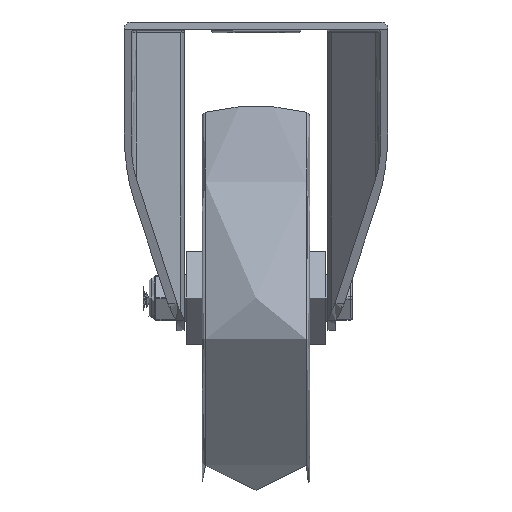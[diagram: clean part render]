
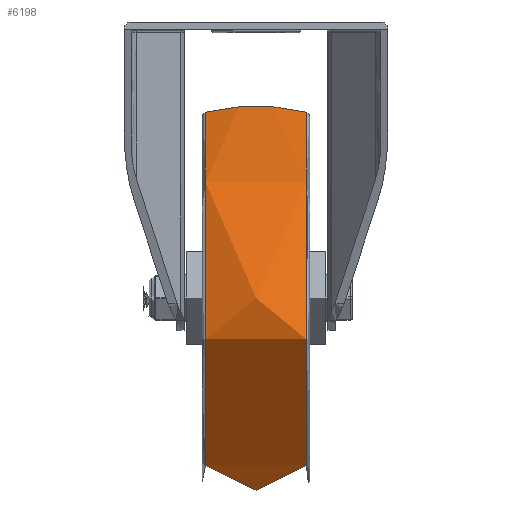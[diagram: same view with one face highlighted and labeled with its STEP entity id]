
A CAD part, left-side view. The second image highlights one B-rep face of the part: STEP entity #6198.
In plain terms, the highlighted free-form (B-spline) face has degree [2, 2] with [3, 9] control points.
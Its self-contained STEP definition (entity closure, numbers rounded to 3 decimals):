
#37=(
BOUNDED_SURFACE()
B_SPLINE_SURFACE(2,2,((#10030,#10031,#10032,#10033,#10034,#10035,#10036,
#10037,#10038),(#10039,#10040,#10041,#10042,#10043,#10044,#10045,#10046,
#10047),(#10048,#10049,#10050,#10051,#10052,#10053,#10054,#10055,#10056)),
 .UNSPECIFIED.,.F.,.T.,.F.)
B_SPLINE_SURFACE_WITH_KNOTS((3,3),(3,2,2,2,3),(-0.247,0.247),
(-3.142,-1.571,0.,1.571,3.142),
 .UNSPECIFIED.)
GEOMETRIC_REPRESENTATION_ITEM()
RATIONAL_B_SPLINE_SURFACE(((1.,0.707,1.,0.707,1.,
0.707,1.,0.707,1.),(0.97,0.686,
0.97,0.686,0.97,0.686,
0.97,0.686,0.97),(1.,0.707,
1.,0.707,1.,0.707,1.,0.707,1.)))
REPRESENTATION_ITEM('')
SURFACE()
);
#747=FACE_OUTER_BOUND('',#1146,.T.);
#1146=EDGE_LOOP('',(#4850,#4851,#4852,#4853));
#2402=CIRCLE('',#6810,77.396);
#2403=CIRCLE('',#6811,85.875);
#2404=CIRCLE('',#6812,77.396);
#2793=VERTEX_POINT('',#10027);
#2794=VERTEX_POINT('',#10057);
#3524=EDGE_CURVE('',#2793,#2793,#2402,.T.);
#3525=EDGE_CURVE('',#2793,#2794,#2403,.T.);
#3526=EDGE_CURVE('',#2794,#2794,#2404,.T.);
#4850=ORIENTED_EDGE('',*,*,#3524,.F.);
#4851=ORIENTED_EDGE('',*,*,#3525,.T.);
#4852=ORIENTED_EDGE('',*,*,#3526,.T.);
#4853=ORIENTED_EDGE('',*,*,#3525,.F.);
#6198=ADVANCED_FACE('',(#747),#37,.F.);
#6810=AXIS2_PLACEMENT_3D('',#10029,#7977,#7978);
#6811=AXIS2_PLACEMENT_3D('',#10058,#7979,#7980);
#6812=AXIS2_PLACEMENT_3D('',#10059,#7981,#7982);
#7977=DIRECTION('center_axis',(0.,1.,0.));
#7978=DIRECTION('ref_axis',(-1.,0.,0.));
#7979=DIRECTION('center_axis',(1.,0.,0.));
#7980=DIRECTION('ref_axis',(0.,0.,1.));
#7981=DIRECTION('center_axis',(0.,1.,0.));
#7982=DIRECTION('ref_axis',(-1.,0.,0.));
#10027=CARTESIAN_POINT('',(0.,20.989,77.396));
#10029=CARTESIAN_POINT('Origin',(0.,20.989,0.));
#10030=CARTESIAN_POINT('Ctrl Pts',(0.,-20.989,
77.396));
#10031=CARTESIAN_POINT('Ctrl Pts',(77.396,-20.989,77.396));
#10032=CARTESIAN_POINT('Ctrl Pts',(77.396,-20.989,0.));
#10033=CARTESIAN_POINT('Ctrl Pts',(77.396,-20.989,-77.396));
#10034=CARTESIAN_POINT('Ctrl Pts',(0.,-20.989,
-77.396));
#10035=CARTESIAN_POINT('Ctrl Pts',(-77.396,-20.989,
-77.396));
#10036=CARTESIAN_POINT('Ctrl Pts',(-77.396,-20.989,
0.));
#10037=CARTESIAN_POINT('Ctrl Pts',(-77.396,-20.989,
77.396));
#10038=CARTESIAN_POINT('Ctrl Pts',(0.,-20.989,
77.396));
#10039=CARTESIAN_POINT('Ctrl Pts',(0.,0.,
82.686));
#10040=CARTESIAN_POINT('Ctrl Pts',(82.686,0.,
82.686));
#10041=CARTESIAN_POINT('Ctrl Pts',(82.686,0.,
0.));
#10042=CARTESIAN_POINT('Ctrl Pts',(82.686,0.,
-82.686));
#10043=CARTESIAN_POINT('Ctrl Pts',(0.,0.,-82.686));
#10044=CARTESIAN_POINT('Ctrl Pts',(-82.686,0.,
-82.686));
#10045=CARTESIAN_POINT('Ctrl Pts',(-82.686,0.,
0.));
#10046=CARTESIAN_POINT('Ctrl Pts',(-82.686,0.,
82.686));
#10047=CARTESIAN_POINT('Ctrl Pts',(0.,0.,
82.686));
#10048=CARTESIAN_POINT('Ctrl Pts',(0.,20.989,
77.396));
#10049=CARTESIAN_POINT('Ctrl Pts',(77.396,20.989,77.396));
#10050=CARTESIAN_POINT('Ctrl Pts',(77.396,20.989,0.));
#10051=CARTESIAN_POINT('Ctrl Pts',(77.396,20.989,-77.396));
#10052=CARTESIAN_POINT('Ctrl Pts',(0.,20.989,
-77.396));
#10053=CARTESIAN_POINT('Ctrl Pts',(-77.396,20.989,-77.396));
#10054=CARTESIAN_POINT('Ctrl Pts',(-77.396,20.989,0.));
#10055=CARTESIAN_POINT('Ctrl Pts',(-77.396,20.989,77.396));
#10056=CARTESIAN_POINT('Ctrl Pts',(0.,20.989,
77.396));
#10057=CARTESIAN_POINT('',(0.,-20.989,77.396));
#10058=CARTESIAN_POINT('Origin',(0.,0.,
-5.875));
#10059=CARTESIAN_POINT('Origin',(0.,-20.989,
0.));
